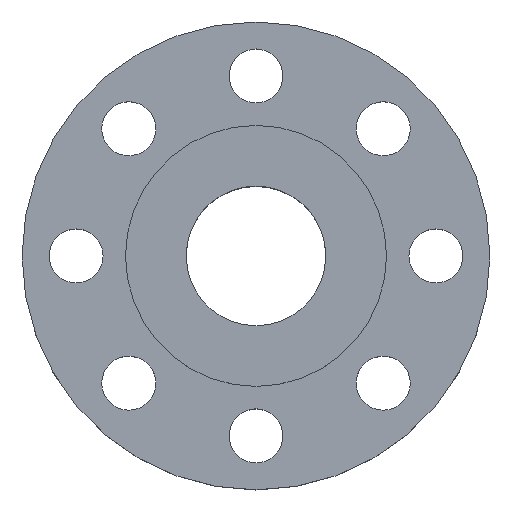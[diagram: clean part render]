
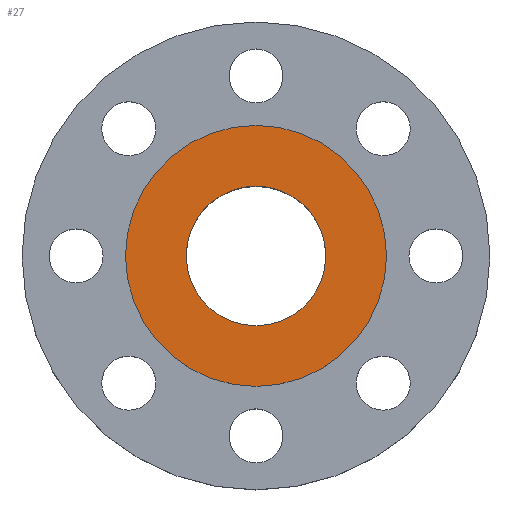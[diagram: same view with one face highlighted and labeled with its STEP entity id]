
A CAD part, top view. The second image highlights one B-rep face of the part: STEP entity #27.
In plain terms, the highlighted planar face has unit normal (0, 0, 1).
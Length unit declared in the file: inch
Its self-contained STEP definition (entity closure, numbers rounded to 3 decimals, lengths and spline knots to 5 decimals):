
#24 = FACE_BOUND ( 'NONE', #1073, .T. ) ;
#27 = ADVANCED_FACE ( 'NONE', ( #24, #455 ), #459, .F. ) ;
#46 = ORIENTED_EDGE ( 'NONE', *, *, #1140, .F. ) ;
#80 = CARTESIAN_POINT ( 'NONE',  ( 0., 0., 0. ) ) ;
#86 = CIRCLE ( 'NONE', #449, 1.8125 ) ;
#127 = CARTESIAN_POINT ( 'NONE',  ( 0., 0., 0. ) ) ;
#156 = AXIS2_PLACEMENT_3D ( 'NONE', #258, #964, #802 ) ;
#165 = CARTESIAN_POINT ( 'NONE',  ( 0.9695, 0., 0. ) ) ;
#258 = CARTESIAN_POINT ( 'NONE',  ( 0., 0., 0. ) ) ;
#359 = EDGE_LOOP ( 'NONE', ( #716, #389 ) ) ;
#362 = VERTEX_POINT ( 'NONE', #165 ) ;
#379 = DIRECTION ( 'NONE',  ( 1., 0., 0. ) ) ;
#389 = ORIENTED_EDGE ( 'NONE', *, *, #569, .T. ) ;
#398 = EDGE_CURVE ( 'NONE', #623, #605, #86, .T. ) ;
#437 = DIRECTION ( 'NONE',  ( 1., 0., 0. ) ) ;
#449 = AXIS2_PLACEMENT_3D ( 'NONE', #127, #820, #379 ) ;
#455 = FACE_OUTER_BOUND ( 'NONE', #359, .T. ) ;
#459 = PLANE ( 'NONE',  #977 ) ;
#482 = CIRCLE ( 'NONE', #1154, 0.9695 ) ;
#539 = DIRECTION ( 'NONE',  ( 0., 0., -1. ) ) ;
#569 = EDGE_CURVE ( 'NONE', #605, #623, #1085, .T. ) ;
#605 = VERTEX_POINT ( 'NONE', #1152 ) ;
#623 = VERTEX_POINT ( 'NONE', #983 ) ;
#628 = DIRECTION ( 'NONE',  ( 1., 0., 0. ) ) ;
#629 = CIRCLE ( 'NONE', #156, 0.9695 ) ;
#689 = AXIS2_PLACEMENT_3D ( 'NONE', #1061, #973, #437 ) ;
#716 = ORIENTED_EDGE ( 'NONE', *, *, #398, .T. ) ;
#767 = ORIENTED_EDGE ( 'NONE', *, *, #805, .F. ) ;
#781 = DIRECTION ( 'NONE',  ( 0., 0., 1. ) ) ;
#802 = DIRECTION ( 'NONE',  ( 1., 0., 0. ) ) ;
#805 = EDGE_CURVE ( 'NONE', #1038, #362, #482, .T. ) ;
#811 = DIRECTION ( 'NONE',  ( -1., 0., 0. ) ) ;
#820 = DIRECTION ( 'NONE',  ( 0., 0., 1. ) ) ;
#945 = CARTESIAN_POINT ( 'NONE',  ( -0.9695, 0., 0. ) ) ;
#964 = DIRECTION ( 'NONE',  ( 0., 0., 1. ) ) ;
#973 = DIRECTION ( 'NONE',  ( 0., 0., 1. ) ) ;
#977 = AXIS2_PLACEMENT_3D ( 'NONE', #989, #539, #811 ) ;
#983 = CARTESIAN_POINT ( 'NONE',  ( 1.8125, 0., 0. ) ) ;
#989 = CARTESIAN_POINT ( 'NONE',  ( 0., 0.9695, 0. ) ) ;
#1038 = VERTEX_POINT ( 'NONE', #945 ) ;
#1061 = CARTESIAN_POINT ( 'NONE',  ( 0., 0., 0. ) ) ;
#1073 = EDGE_LOOP ( 'NONE', ( #46, #767 ) ) ;
#1085 = CIRCLE ( 'NONE', #689, 1.8125 ) ;
#1140 = EDGE_CURVE ( 'NONE', #362, #1038, #629, .T. ) ;
#1152 = CARTESIAN_POINT ( 'NONE',  ( -1.8125, 0., 0. ) ) ;
#1154 = AXIS2_PLACEMENT_3D ( 'NONE', #80, #781, #628 ) ;
